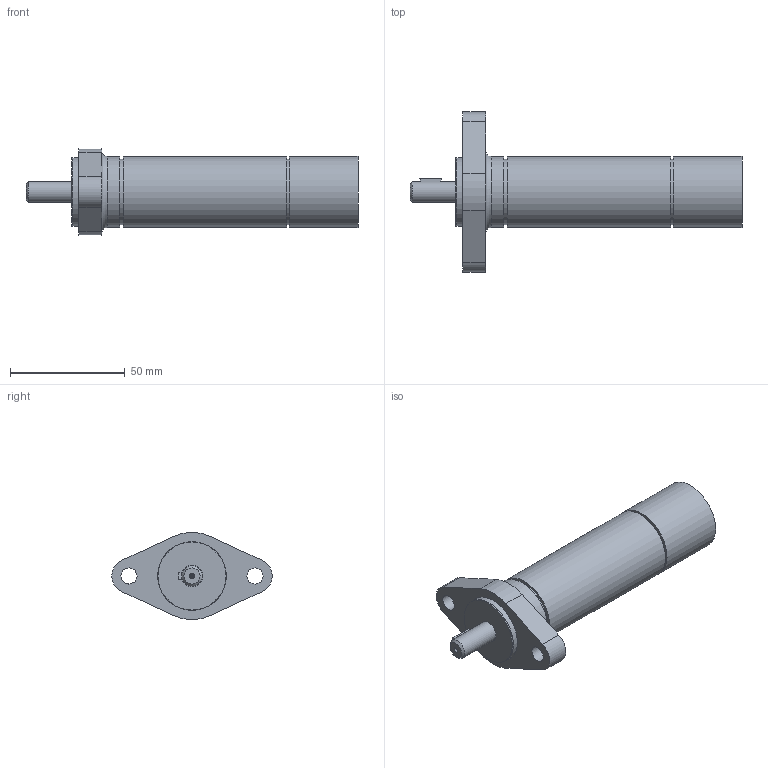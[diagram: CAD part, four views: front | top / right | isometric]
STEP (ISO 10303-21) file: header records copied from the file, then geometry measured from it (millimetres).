
FILE_DESCRIPTION((''),'2;1');
FILE_NAME('MRD 12-280_29905905.stp','2010-10-19T15:19:41',('rmorof'),(''),'Autodesk Inventor 2008','Autodesk Inventor 2008','');
FILE_SCHEMA(('CONFIG_CONTROL_DESIGN'));
Length unit declared in the file: millimetre
Products named in the file (1): MRD 12-280_29905905
Bounding box: 144.9 x 70 x 37.86 mm (x, y, z)
Volume: 102940.4 mm3; surface area: 18613.9 mm2
Topology: 1 solids, 2 shells, 57 faces, 126 edges, 84 vertices
Faces by surface type: plane 32, cylinder 13, bspline 10, cone 2
Full cylindrical faces by diameter (mm): 9 x1, 28.592 x2, 30 x1, 31 x3
Entity records: 1686 total; most frequent: CARTESIAN_POINT 443, DIRECTION 240, ORIENTED_EDGE 192, AXIS2_PLACEMENT_3D 98, EDGE_CURVE 96, EDGE_LOOP 94, VERTEX_POINT 74, FACE_OUTER_BOUND 57
